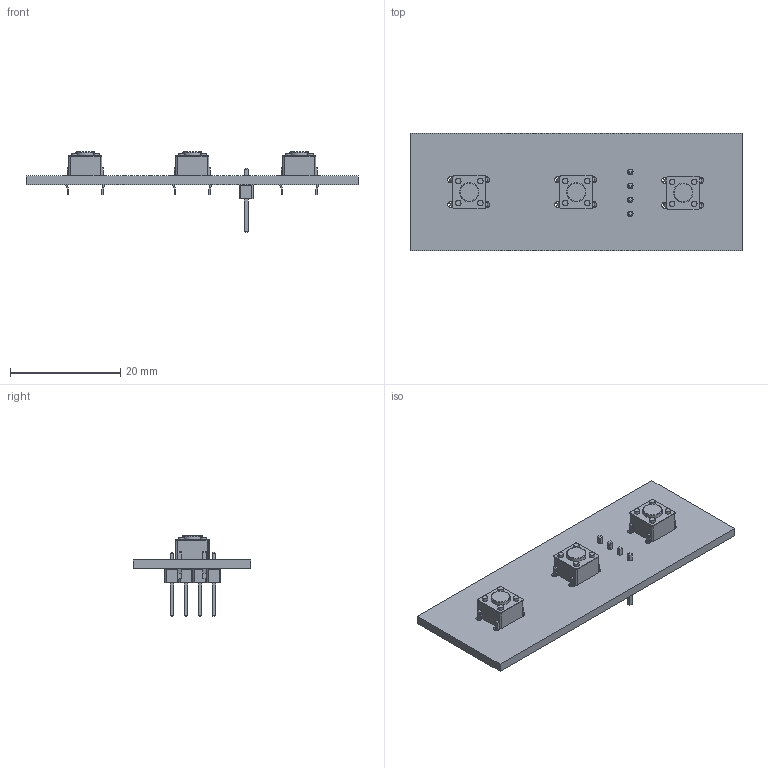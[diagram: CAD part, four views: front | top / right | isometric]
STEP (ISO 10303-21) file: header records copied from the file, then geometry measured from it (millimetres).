
FILE_DESCRIPTION(('KiCad electronic assembly'),'2;1');
FILE_NAME('ULACIT 2025 Button.step','2025-07-23T13:47:58',('Pcbnew'),( 'Kicad'),'Open CASCADE STEP processor 7.8','KiCad to STEP converter' ,'Unknown');
FILE_SCHEMA(('AUTOMOTIVE_DESIGN { 1 0 10303 214 1 1 1 1 }'));
Length unit declared in the file: millimetre
Products named in the file (6): ULACIT 2025 Button 1; SW_PUSH_6mm; PinHeader_1x04_P2.54mm_Vertical; PinHeader_1x04_P254mm_Vertical; ULACIT 2025 Button_PCB
Assembly tree (7 placements, depth 3):
  ULACIT 2025 Button 1
    SW_PUSH_6mm  x3
      SW_PUSH_6mm
    PinHeader_1x04_P2.54mm_Vertical
      PinHeader_1x04_P254mm_Vertical
    ULACIT 2025 Button_PCB
Bounding box: 60.3 x 21.29 x 14.54 mm (x, y, z)
Volume: 2534.3 mm3; surface area: 3701.5 mm2
Topology: 5 solids, 5 shells, 437 faces, 1129 edges, 725 vertices
Faces by surface type: plane 295, cylinder 139, torus 3
Full cylindrical faces by diameter (mm): 1 x16, 1.1 x12, 3.5 x3
Entity records: 8354 total; most frequent: CARTESIAN_POINT 1177, DIRECTION 1157, ORIENTED_EDGE 1150, EDGE_CURVE 575, LINE 463, VECTOR 463, VERTEX_POINT 367, AXIS2_PLACEMENT_3D 347
